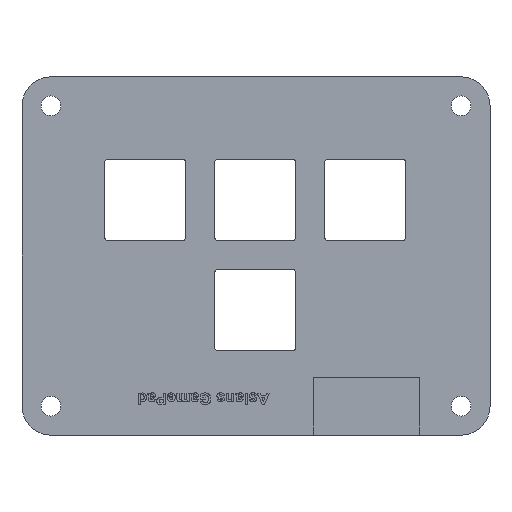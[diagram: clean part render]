
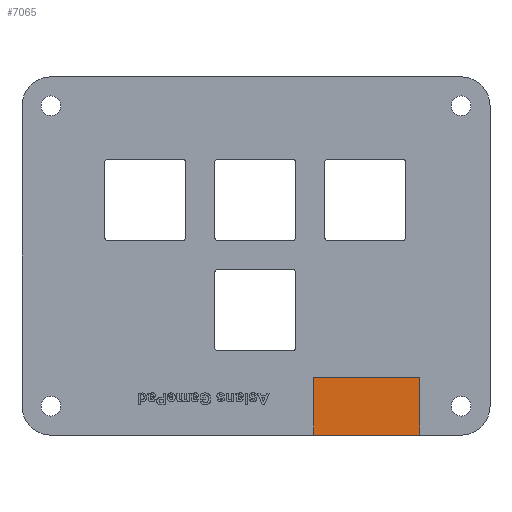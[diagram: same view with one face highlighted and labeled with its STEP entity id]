
A CAD part, front view. The second image highlights one B-rep face of the part: STEP entity #7065.
In plain terms, the highlighted planar face has unit normal (0, -1, 0).
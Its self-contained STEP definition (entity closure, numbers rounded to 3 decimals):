
#877=PLANE('',#7294);
#1257=FACE_OUTER_BOUND('',#1667,.T.);
#1667=EDGE_LOOP('',(#6643,#6644,#6645,#6646));
#2209=LINE('',#14219,#2757);
#2210=LINE('',#14221,#2758);
#2211=LINE('',#14223,#2759);
#2212=LINE('',#14224,#2760);
#2757=VECTOR('',#8230,10.);
#2758=VECTOR('',#8231,10.);
#2759=VECTOR('',#8232,10.);
#2760=VECTOR('',#8233,10.);
#3509=VERTEX_POINT('',#14217);
#3510=VERTEX_POINT('',#14218);
#3511=VERTEX_POINT('',#14220);
#3512=VERTEX_POINT('',#14222);
#4555=EDGE_CURVE('',#3509,#3510,#2209,.T.);
#4556=EDGE_CURVE('',#3511,#3509,#2210,.T.);
#4557=EDGE_CURVE('',#3512,#3511,#2211,.T.);
#4558=EDGE_CURVE('',#3510,#3512,#2212,.T.);
#6643=ORIENTED_EDGE('',*,*,#4555,.F.);
#6644=ORIENTED_EDGE('',*,*,#4556,.F.);
#6645=ORIENTED_EDGE('',*,*,#4557,.F.);
#6646=ORIENTED_EDGE('',*,*,#4558,.F.);
#7065=ADVANCED_FACE('',(#1257),#877,.F.);
#7294=AXIS2_PLACEMENT_3D('',#14216,#8228,#8229);
#8228=DIRECTION('center_axis',(0.,1.,0.));
#8229=DIRECTION('ref_axis',(0.,0.,1.));
#8230=DIRECTION('',(0.,0.,1.));
#8231=DIRECTION('',(-1.,0.,0.));
#8232=DIRECTION('',(0.,0.,-1.));
#8233=DIRECTION('',(1.,0.,0.));
#14216=CARTESIAN_POINT('Origin',(47.895,-7.35,11.925));
#14217=CARTESIAN_POINT('',(38.695,-7.35,6.925));
#14218=CARTESIAN_POINT('',(38.695,-7.35,16.925));
#14219=CARTESIAN_POINT('',(38.695,-7.35,9.425));
#14220=CARTESIAN_POINT('',(57.095,-7.35,6.925));
#14221=CARTESIAN_POINT('',(52.495,-7.35,6.925));
#14222=CARTESIAN_POINT('',(57.095,-7.35,16.925));
#14223=CARTESIAN_POINT('',(57.095,-7.35,14.425));
#14224=CARTESIAN_POINT('',(43.295,-7.35,16.925));
